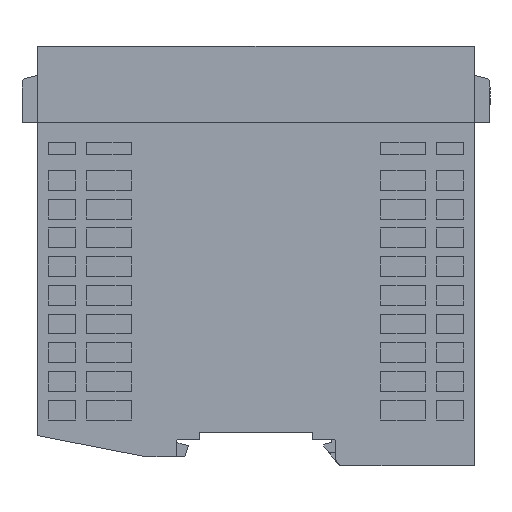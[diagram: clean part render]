
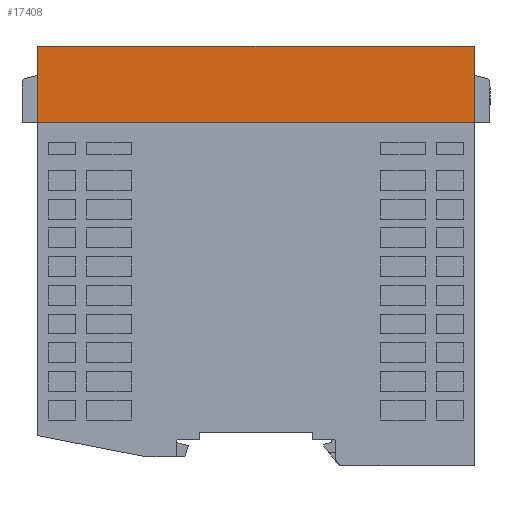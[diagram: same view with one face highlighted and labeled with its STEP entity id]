
A CAD part, left-side view. The second image highlights one B-rep face of the part: STEP entity #17408.
In plain terms, the highlighted face is planar.
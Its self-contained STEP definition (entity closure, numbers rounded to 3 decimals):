
#1006=ORIENTED_EDGE('',*,*,#4462,.T.);
#1007=ORIENTED_EDGE('',*,*,#4463,.F.);
#1008=ORIENTED_EDGE('',*,*,#4350,.F.);
#1009=ORIENTED_EDGE('',*,*,#3930,.T.);
#3930=EDGE_CURVE('',#5702,#5701,#6875,.T.);
#4350=EDGE_CURVE('',#5702,#6068,#7271,.T.);
#4462=EDGE_CURVE('',#5701,#6157,#7377,.T.);
#4463=EDGE_CURVE('',#6068,#6157,#7378,.T.);
#5701=VERTEX_POINT('',#22435);
#5702=VERTEX_POINT('',#22437);
#6068=VERTEX_POINT('',#23319);
#6157=VERTEX_POINT('',#23552);
#6875=LINE('',#22436,#8529);
#7271=LINE('',#23318,#8925);
#7377=LINE('',#23551,#9031);
#7378=LINE('',#23553,#9032);
#8529=VECTOR('',#19044,1000.);
#8925=VECTOR('',#19632,1000.);
#9031=VECTOR('',#19806,1000.);
#9032=VECTOR('',#19807,1000.);
#10179=EDGE_LOOP('',(#1006,#1007,#1008,#1009));
#10999=FACE_BOUND('',#10179,.T.);
#11784=PLANE('',#18151);
#17408=ADVANCED_FACE('',(#10999),#11784,.F.);
#18151=AXIS2_PLACEMENT_3D('',#23550,#19804,#19805);
#19044=DIRECTION('',(0.,1.,0.));
#19632=DIRECTION('',(0.,0.,1.));
#19804=DIRECTION('',(-1.,0.,0.));
#19805=DIRECTION('',(0.,0.,1.));
#19806=DIRECTION('',(0.,0.,1.));
#19807=DIRECTION('',(0.,1.,0.));
#22435=CARTESIAN_POINT('',(11.15,89.,-49.4));
#22436=CARTESIAN_POINT('',(11.15,71.8,-49.4));
#22437=CARTESIAN_POINT('',(11.15,71.8,-49.4));
#23318=CARTESIAN_POINT('',(11.15,71.8,0.));
#23319=CARTESIAN_POINT('',(11.15,71.8,49.4));
#23550=CARTESIAN_POINT('',(11.15,71.8,49.4));
#23551=CARTESIAN_POINT('',(11.15,89.,0.));
#23552=CARTESIAN_POINT('',(11.15,89.,49.4));
#23553=CARTESIAN_POINT('',(11.15,71.8,49.4));
